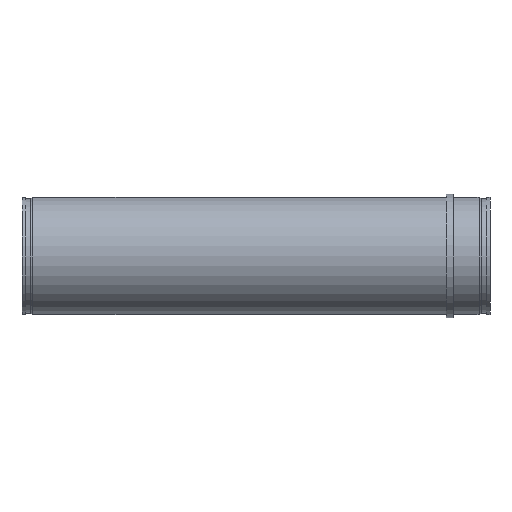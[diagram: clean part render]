
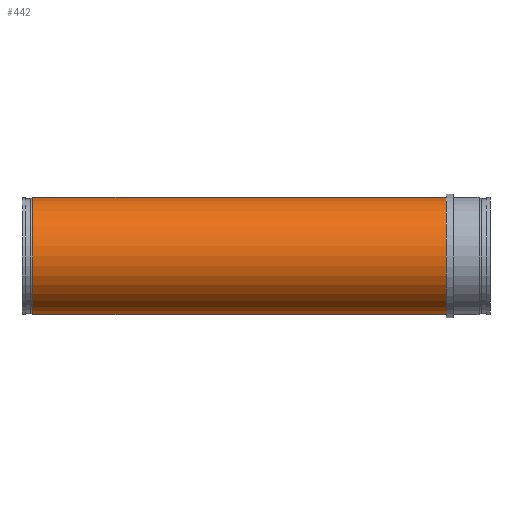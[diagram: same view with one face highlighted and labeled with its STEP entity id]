
A CAD part, left-side view. The second image highlights one B-rep face of the part: STEP entity #442.
In plain terms, the highlighted cylindrical face has radius 80 mm (diameter 160 mm), a partial arc.
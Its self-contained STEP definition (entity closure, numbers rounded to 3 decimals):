
#123 = VERTEX_POINT ( 'NONE', #706 ) ;
#124 = VERTEX_POINT ( 'NONE', #705 ) ;
#127 = EDGE_CURVE ( 'NONE', #124, #128, #768, .T. ) ;
#128 = VERTEX_POINT ( 'NONE', #759 ) ;
#418 = EDGE_LOOP ( 'NONE', ( #419, #420, #422, #423 ) ) ;
#419 = ORIENTED_EDGE ( 'NONE', *, *, #127, .F. ) ;
#420 = ORIENTED_EDGE ( 'NONE', *, *, #421, .T. ) ;
#421 = EDGE_CURVE ( 'NONE', #124, #123, #1294, .T. ) ;
#422 = ORIENTED_EDGE ( 'NONE', *, *, #505, .T. ) ;
#423 = ORIENTED_EDGE ( 'NONE', *, *, #438, .F. ) ;
#438 = EDGE_CURVE ( 'NONE', #128, #510, #1333, .T. ) ;
#442 = ADVANCED_FACE ( 'NONE', ( #1329 ), #1328, .T. ) ;
#505 = EDGE_CURVE ( 'NONE', #123, #510, #1385, .T. ) ;
#510 = VERTEX_POINT ( 'NONE', #1370 ) ;
#705 = CARTESIAN_POINT ( 'NONE',  ( 0., 625., 80. ) ) ;
#706 = CARTESIAN_POINT ( 'NONE',  ( 0., 625., -80. ) ) ;
#759 = CARTESIAN_POINT ( 'NONE',  ( 0., 60., 80. ) ) ;
#760 = DIRECTION ( 'NONE',  ( 0., -1., 0. ) ) ;
#761 = VECTOR ( 'NONE', #760, 1000. ) ;
#762 = CARTESIAN_POINT ( 'NONE',  ( 0., 0., 80. ) ) ;
#768 = LINE ( 'NONE', #762, #761 ) ;
#1291 = DIRECTION ( 'NONE',  ( 0., 0., -1. ) ) ;
#1292 = DIRECTION ( 'NONE',  ( 0., -1., 0. ) ) ;
#1293 = AXIS2_PLACEMENT_3D ( 'NONE', #1298, #1292, #1291 ) ;
#1294 = CIRCLE ( 'NONE', #1293, 80. ) ;
#1298 = CARTESIAN_POINT ( 'NONE',  ( 0., 625., 0. ) ) ;
#1323 = DIRECTION ( 'NONE',  ( 0., 0., -1. ) ) ;
#1324 = DIRECTION ( 'NONE',  ( 0., -1., 0. ) ) ;
#1325 = CARTESIAN_POINT ( 'NONE',  ( 0., 0., 0. ) ) ;
#1326 = AXIS2_PLACEMENT_3D ( 'NONE', #1325, #1324, #1323 ) ;
#1328 = CYLINDRICAL_SURFACE ( 'NONE', #1326, 80. ) ;
#1329 = FACE_OUTER_BOUND ( 'NONE', #418, .T. ) ;
#1330 = DIRECTION ( 'NONE',  ( 0., 0., -1. ) ) ;
#1331 = DIRECTION ( 'NONE',  ( 0., -1., 0. ) ) ;
#1332 = AXIS2_PLACEMENT_3D ( 'NONE', #1337, #1331, #1330 ) ;
#1333 = CIRCLE ( 'NONE', #1332, 80. ) ;
#1337 = CARTESIAN_POINT ( 'NONE',  ( 0., 60., 0. ) ) ;
#1370 = CARTESIAN_POINT ( 'NONE',  ( 0., 60., -80. ) ) ;
#1382 = DIRECTION ( 'NONE',  ( 0., -1., 0. ) ) ;
#1383 = VECTOR ( 'NONE', #1382, 1000. ) ;
#1384 = CARTESIAN_POINT ( 'NONE',  ( 0., 0., -80. ) ) ;
#1385 = LINE ( 'NONE', #1384, #1383 ) ;
